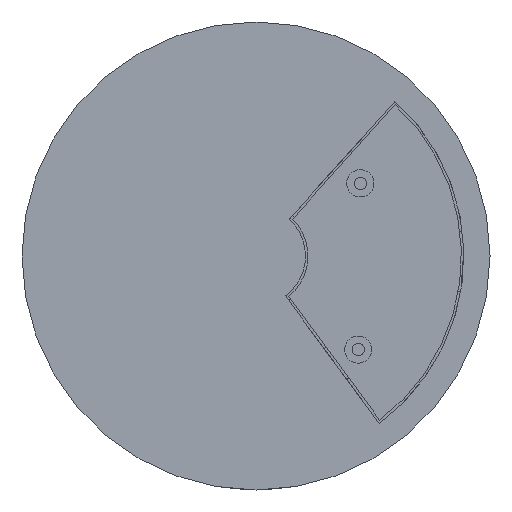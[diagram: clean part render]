
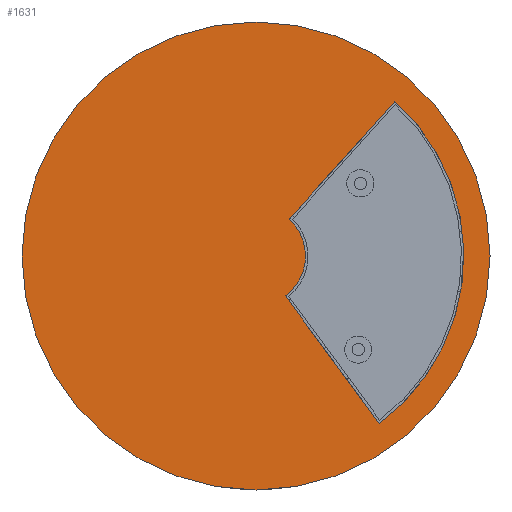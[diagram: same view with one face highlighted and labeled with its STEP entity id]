
A CAD part, front view. The second image highlights one B-rep face of the part: STEP entity #1631.
In plain terms, the highlighted planar face has unit normal (0, -1, 0).
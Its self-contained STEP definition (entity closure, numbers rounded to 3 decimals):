
#79=LINE('',#2623,#203);
#83=LINE('',#2631,#207);
#203=VECTOR('',#2040,10.);
#207=VECTOR('',#2046,10.);
#308=PLANE('',#1781);
#371=FACE_BOUND('',#586,.T.);
#452=FACE_OUTER_BOUND('',#585,.T.);
#585=EDGE_LOOP('',(#1335));
#586=EDGE_LOOP('',(#1336,#1337,#1338,#1339));
#690=CIRCLE('',#1726,42.202);
#712=CIRCLE('',#1779,47.5);
#713=CIRCLE('',#1782,10.05);
#784=VERTEX_POINT('',#2466);
#785=VERTEX_POINT('',#2468);
#820=VERTEX_POINT('',#2621);
#823=VERTEX_POINT('',#2630);
#842=VERTEX_POINT('',#2702);
#947=EDGE_CURVE('',#785,#784,#690,.T.);
#990=EDGE_CURVE('',#784,#820,#79,.T.);
#994=EDGE_CURVE('',#823,#785,#83,.T.);
#1027=EDGE_CURVE('',#842,#842,#712,.T.);
#1028=EDGE_CURVE('',#820,#823,#713,.T.);
#1335=ORIENTED_EDGE('',*,*,#1027,.F.);
#1336=ORIENTED_EDGE('',*,*,#1028,.T.);
#1337=ORIENTED_EDGE('',*,*,#994,.T.);
#1338=ORIENTED_EDGE('',*,*,#947,.T.);
#1339=ORIENTED_EDGE('',*,*,#990,.T.);
#1631=ADVANCED_FACE('',(#452,#371),#308,.F.);
#1726=AXIS2_PLACEMENT_3D('',#2469,#1967,#1968);
#1779=AXIS2_PLACEMENT_3D('',#2703,#2129,#2130);
#1781=AXIS2_PLACEMENT_3D('',#2705,#2133,#2134);
#1782=AXIS2_PLACEMENT_3D('',#2706,#2135,#2136);
#1967=DIRECTION('center_axis',(0.,1.,0.));
#1968=DIRECTION('ref_axis',(0.668,0.,0.744));
#2040=DIRECTION('',(-0.592,0.,0.806));
#2046=DIRECTION('',(0.668,0.,0.744));
#2129=DIRECTION('center_axis',(0.,1.,0.));
#2130=DIRECTION('ref_axis',(1.,0.,0.));
#2133=DIRECTION('center_axis',(0.,1.,0.));
#2134=DIRECTION('ref_axis',(1.,0.,0.));
#2135=DIRECTION('center_axis',(0.,-1.,0.));
#2136=DIRECTION('ref_axis',(0.668,0.,0.744));
#2466=CARTESIAN_POINT('',(25.,0.,-34.));
#2468=CARTESIAN_POINT('',(28.207,0.,31.39));
#2469=CARTESIAN_POINT('Origin',(0.,0.,0.));
#2621=CARTESIAN_POINT('',(5.953,0.,-8.097));
#2623=CARTESIAN_POINT('',(2.977,0.,-4.048));
#2630=CARTESIAN_POINT('',(6.717,0.,7.475));
#2631=CARTESIAN_POINT('',(14.104,0.,15.695));
#2702=CARTESIAN_POINT('',(-47.5,0.,0.));
#2703=CARTESIAN_POINT('Origin',(0.,0.,0.));
#2705=CARTESIAN_POINT('Origin',(0.,0.,0.));
#2706=CARTESIAN_POINT('Origin',(0.,0.,0.));
